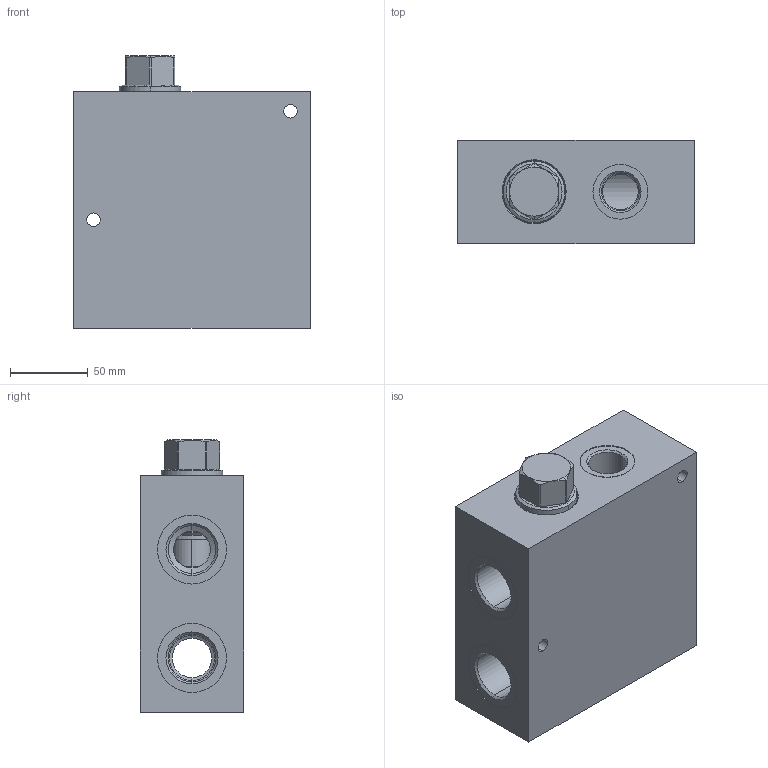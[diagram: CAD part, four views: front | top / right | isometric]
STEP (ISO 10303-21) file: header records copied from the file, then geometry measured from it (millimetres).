
FILE_DESCRIPTION((''),'2;1');
FILE_NAME('WNP_ASM','2021-11-12T',('ProEService'),(''),'PRO/ENGINEER BY PARAMETRIC TECHNOLOGY CORPORATION, 2014200','PRO/ENGINEER BY PARAMETRIC TECHNOLOGY CORPORATION, 2014200','');
FILE_SCHEMA(('CONFIG_CONTROL_DESIGN'));
Length unit declared in the file: inch
Products named in the file (3): 152-437-008; LRHCXHN; WNP_ASM
Assembly tree (2 placements, depth 2):
  WNP_ASM
    152-437-008
    LRHCXHN
Bounding box: 152.4 x 66.67 x 175.41 mm (x, y, z)
Volume: 1334701 mm3; surface area: 142051.3 mm2
Topology: 5 solids, 5 shells, 231 faces, 733 edges, 618 vertices
Faces by surface type: cylinder 94, cone 60, plane 41, torus 24, revolution 12
Entity records: 9050 total; most frequent: CARTESIAN_POINT 2534, DIRECTION 1445, ORIENTED_EDGE 1038, EDGE_CURVE 519, AXIS2_PLACEMENT_3D 517, VECTOR 399, LINE 399, VERTEX_POINT 310
